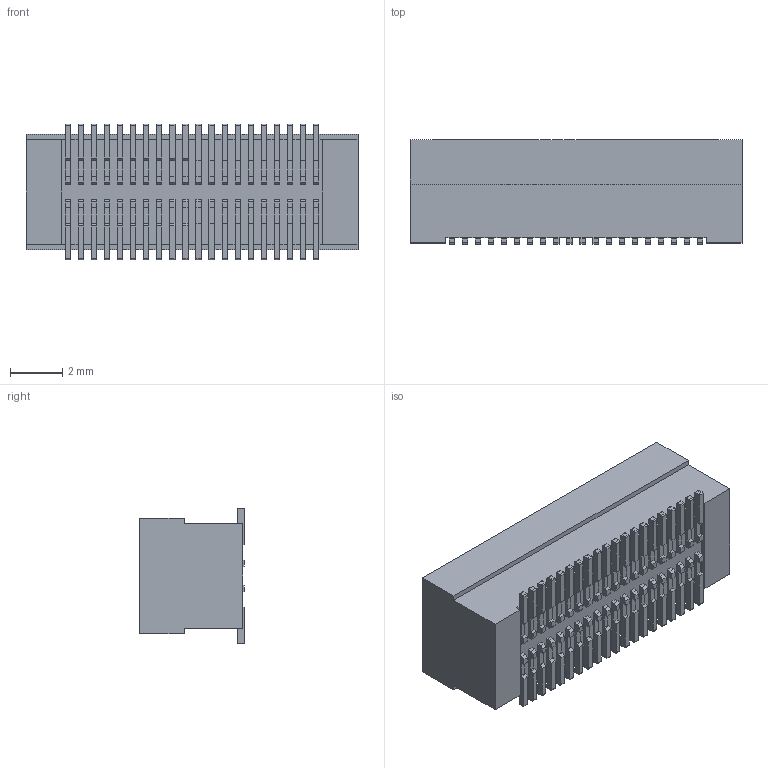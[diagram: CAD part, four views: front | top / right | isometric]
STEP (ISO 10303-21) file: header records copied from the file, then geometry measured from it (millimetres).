
FILE_DESCRIPTION((''),'2;1');
FILE_NAME('FBB05002-F40S1003K6MH40_REF','2024-04-18T',('工程三'),(''),'PRO/ENGINEER BY PARAMETRIC TECHNOLOGY CORPORATION, 2010280','PRO/ENGINEER BY PARAMETRIC TECHNOLOGY CORPORATION, 2010280','');
FILE_SCHEMA(('CONFIG_CONTROL_DESIGN'));
Length unit declared in the file: millimetre
Products named in the file (1): FBB05002-F40S1003K6MH40_REF
Bounding box: 12.7 x 4 x 5.2 mm (x, y, z)
Volume: 166.6 mm3; surface area: 591.3 mm2
Topology: 1 solids, 1 shells, 1572 faces, 4496 edges, 2968 vertices
Faces by surface type: plane 1492, cylinder 80
Entity records: 50274 total; most frequent: CARTESIAN_POINT 9036, ORIENTED_EDGE 8992, DIRECTION 7800, EDGE_CURVE 4496, VECTOR 4336, LINE 4336, VERTEX_POINT 2968, AXIS2_PLACEMENT_3D 1732
